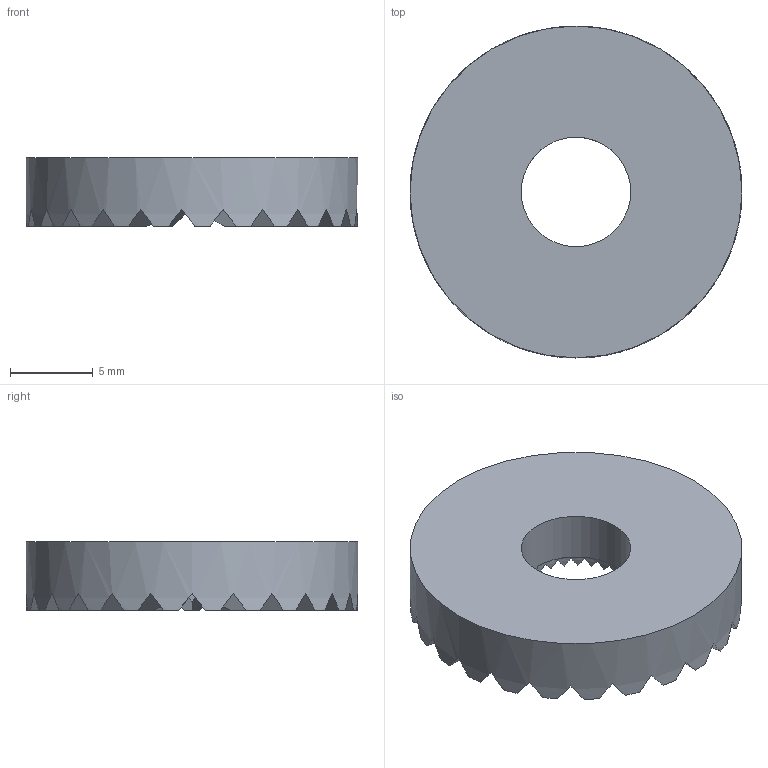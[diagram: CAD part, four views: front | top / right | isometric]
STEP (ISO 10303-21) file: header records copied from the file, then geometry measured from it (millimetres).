
FILE_DESCRIPTION(/* description */ (''),/* implementation_level */ '2;1');
FILE_NAME(/* name */ 'ba5e1c9b-0016-43fc-9f5d-2a91822b45dc.stp',/* time_stamp */ '2019-05-17T14:19:09+00:00',/* author */ (''),/* organization */ (''),/* preprocessor_version */ 'ST-DEVELOPER v18',/* originating_system */ 'Autodesk Translation Framework v8.2.0.1029',/* authorisation */ '');
FILE_SCHEMA (('AUTOMOTIVE_DESIGN { 1 0 10303 214 3 1 1 }'));
Length unit declared in the file: millimetre
Products named in the file (1): LightFixture
Bounding box: 20 x 20 x 4.11 mm (x, y, z)
Volume: 1021.9 mm3; surface area: 1011.6 mm2
Topology: 1 solids, 1 shells, 80 faces, 237 edges, 158 vertices
Faces by surface type: plane 77, cylinder 3
Full cylindrical faces by diameter (mm): 6.6 x1, 20 x1
Entity records: 2798 total; most frequent: DIRECTION 532, CARTESIAN_POINT 476, ORIENTED_EDGE 474, EDGE_CURVE 237, AXIS2_PLACEMENT_3D 214, VERTEX_POINT 158, LINE 104, VECTOR 104
